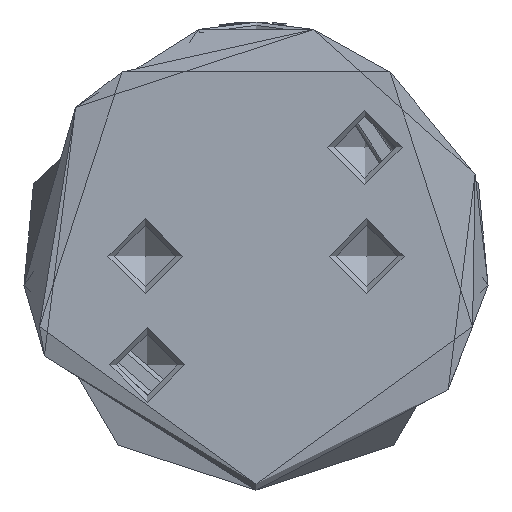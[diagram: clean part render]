
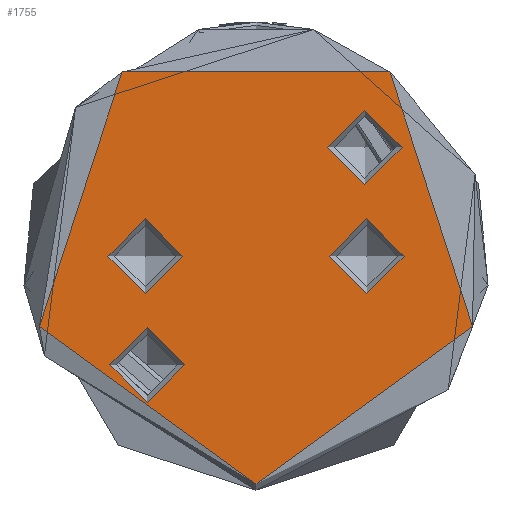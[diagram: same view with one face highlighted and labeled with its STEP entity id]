
A CAD part, front view. The second image highlights one B-rep face of the part: STEP entity #1755.
In plain terms, the highlighted face is planar.
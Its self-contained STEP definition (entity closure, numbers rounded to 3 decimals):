
#97 = DIRECTION ( 'NONE',  ( 1., 0., 0. ) ) ;
#266 = EDGE_CURVE ( 'NONE', #3612, #3612, #3133, .T. ) ;
#321 = DIRECTION ( 'NONE',  ( 0., 0., 1. ) ) ;
#337 = DIRECTION ( 'NONE',  ( 0., 0., 1. ) ) ;
#404 = AXIS2_PLACEMENT_3D ( 'NONE', #5127, #2585, #97 ) ;
#571 = ORIENTED_EDGE ( 'NONE', *, *, #266, .F. ) ;
#744 = CARTESIAN_POINT ( 'NONE',  ( -8.839, 8.839, 0. ) ) ;
#862 = EDGE_CURVE ( 'NONE', #2347, #2347, #5259, .T. ) ;
#889 = FACE_OUTER_BOUND ( 'NONE', #4210, .T. ) ;
#963 = FACE_BOUND ( 'NONE', #3052, .T. ) ;
#966 = FACE_BOUND ( 'NONE', #1554, .T. ) ;
#1020 = FACE_BOUND ( 'NONE', #1277, .T. ) ;
#1163 = DIRECTION ( 'NONE',  ( 1., 0., 0. ) ) ;
#1277 = EDGE_LOOP ( 'NONE', ( #571 ) ) ;
#1338 = DIRECTION ( 'NONE',  ( 0., 0., 1. ) ) ;
#1554 = EDGE_LOOP ( 'NONE', ( #3732 ) ) ;
#1755 = ADVANCED_FACE ( 'NONE', ( #1935, #1020, #963, #966, #889 ), #4366, .F. ) ;
#1895 = CIRCLE ( 'NONE', #2839, 18.5 ) ;
#1935 = FACE_BOUND ( 'NONE', #4068, .T. ) ;
#1968 = CIRCLE ( 'NONE', #2006, 3.025 ) ;
#2006 = AXIS2_PLACEMENT_3D ( 'NONE', #744, #3674, #1163 ) ;
#2141 = CARTESIAN_POINT ( 'NONE',  ( 11.864, -8.839, 0. ) ) ;
#2149 = AXIS2_PLACEMENT_3D ( 'NONE', #2818, #321, #3249 ) ;
#2247 = DIRECTION ( 'NONE',  ( 0., 0., -1. ) ) ;
#2347 = VERTEX_POINT ( 'NONE', #2141 ) ;
#2521 = ORIENTED_EDGE ( 'NONE', *, *, #4493, .F. ) ;
#2585 = DIRECTION ( 'NONE',  ( 0., 0., 1. ) ) ;
#2597 = CARTESIAN_POINT ( 'NONE',  ( -18.5, 0., 0. ) ) ;
#2818 = CARTESIAN_POINT ( 'NONE',  ( 8.839, -8.839, 0. ) ) ;
#2830 = CARTESIAN_POINT ( 'NONE',  ( 0., 0., 0. ) ) ;
#2839 = AXIS2_PLACEMENT_3D ( 'NONE', #2830, #337, #3264 ) ;
#2949 = EDGE_CURVE ( 'NONE', #5324, #5324, #4813, .T. ) ;
#3052 = EDGE_LOOP ( 'NONE', ( #3932 ) ) ;
#3133 = CIRCLE ( 'NONE', #404, 3.025 ) ;
#3249 = DIRECTION ( 'NONE',  ( 1., 0., 0. ) ) ;
#3264 = DIRECTION ( 'NONE',  ( -1., 0., 0. ) ) ;
#3588 = ORIENTED_EDGE ( 'NONE', *, *, #4523, .T. ) ;
#3612 = VERTEX_POINT ( 'NONE', #4262 ) ;
#3674 = DIRECTION ( 'NONE',  ( 0., 0., 1. ) ) ;
#3732 = ORIENTED_EDGE ( 'NONE', *, *, #862, .F. ) ;
#3805 = VERTEX_POINT ( 'NONE', #2597 ) ;
#3855 = CARTESIAN_POINT ( 'NONE',  ( 0., -9., 0. ) ) ;
#3932 = ORIENTED_EDGE ( 'NONE', *, *, #2949, .F. ) ;
#4068 = EDGE_LOOP ( 'NONE', ( #2521 ) ) ;
#4115 = AXIS2_PLACEMENT_3D ( 'NONE', #4779, #2247, #5207 ) ;
#4210 = EDGE_LOOP ( 'NONE', ( #3588 ) ) ;
#4262 = CARTESIAN_POINT ( 'NONE',  ( 3.025, 9., 0. ) ) ;
#4296 = DIRECTION ( 'NONE',  ( 1., 0., 0. ) ) ;
#4366 = PLANE ( 'NONE',  #4115 ) ;
#4443 = AXIS2_PLACEMENT_3D ( 'NONE', #3855, #1338, #4296 ) ;
#4493 = EDGE_CURVE ( 'NONE', #4935, #4935, #1968, .T. ) ;
#4523 = EDGE_CURVE ( 'NONE', #3805, #3805, #1895, .T. ) ;
#4682 = CARTESIAN_POINT ( 'NONE',  ( 3.025, -9., 0. ) ) ;
#4779 = CARTESIAN_POINT ( 'NONE',  ( 0., 19., 0. ) ) ;
#4813 = CIRCLE ( 'NONE', #4443, 3.025 ) ;
#4935 = VERTEX_POINT ( 'NONE', #5140 ) ;
#5127 = CARTESIAN_POINT ( 'NONE',  ( 0., 9., 0. ) ) ;
#5140 = CARTESIAN_POINT ( 'NONE',  ( -5.814, 8.839, 0. ) ) ;
#5207 = DIRECTION ( 'NONE',  ( -1., 0., 0. ) ) ;
#5259 = CIRCLE ( 'NONE', #2149, 3.025 ) ;
#5324 = VERTEX_POINT ( 'NONE', #4682 ) ;
